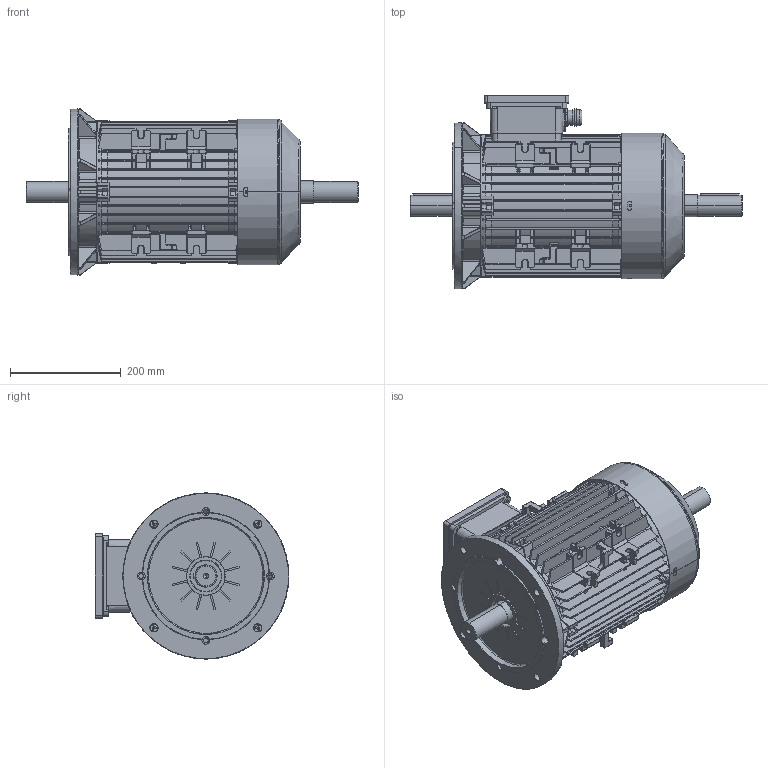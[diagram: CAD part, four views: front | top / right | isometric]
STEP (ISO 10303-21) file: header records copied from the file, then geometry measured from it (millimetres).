
FILE_DESCRIPTION (( 'STEP AP214' ), '1' );
FILE_NAME ('FCA 132M-B5-IC411-2-4-6-8 POLES-DOUBLE SHAFT.STEP', '2024-10-10T09:06:36', ( '' ), ( '' ), 'SwSTEP 2.0', 'SolidWorks 2024', '' );
FILE_SCHEMA (( 'AUTOMOTIVE_DESIGN' ));
Length unit declared in the file: millimetre
Products named in the file (14): Scudo C-FC132 posteriore alto; Gruppo Coprimorsettiera 132; Guarnizione scatola-coperchio 132; Tappo M25; Copriventola 132M H.113; Scatola morsetti 132; Carcassa 132SM-160T-B3-B5; Albero 132M serie autoventilato; parallel_din_Parallel key A10 x 8 x 70 DIN 6885; Flangia FC132_Cuscinetto_6208; Guarnizione scatola-motore 132; FCA 132M-B5-IC411-2-4-6-8 POLES-DOUBLE SHAFT; Coperchio scatola morsetti 132; PRESSACAVO M25
Assembly tree (15 placements, depth 3):
  FCA 132M-B5-IC411-2-4-6-8 POLES-DOUBLE SHAFT
    Albero 132M serie autoventilato  x2
    Flangia FC132_Cuscinetto_6208
    parallel_din_Parallel key A10 x 8 x 70 DIN 6885  x2
    Scudo C-FC132 posteriore alto
    Copriventola 132M H.113
    Gruppo Coprimorsettiera 132
      Scatola morsetti 132
      Coperchio scatola morsetti 132
      Guarnizione scatola-motore 132
      PRESSACAVO M25
      Tappo M25
      Guarnizione scatola-coperchio 132
    Carcassa 132SM-160T-B3-B5
Bounding box: 600 x 350 x 300 mm (x, y, z)
Volume: 5309489.9 mm3; surface area: 1840029.4 mm2
Topology: 14 solids, 16 shells, 5195 faces, 13976 edges, 8813 vertices
Faces by surface type: plane 2091, cylinder 1538, torus 684, cone 673, bspline 139, sphere 70
Entity records: 173726 total; most frequent: CARTESIAN_POINT 46329, ORIENTED_EDGE 27578, DIRECTION 25650, EDGE_CURVE 13789, AXIS2_PLACEMENT_3D 9229, VERTEX_POINT 8733, VECTOR 7192, LINE 7192
